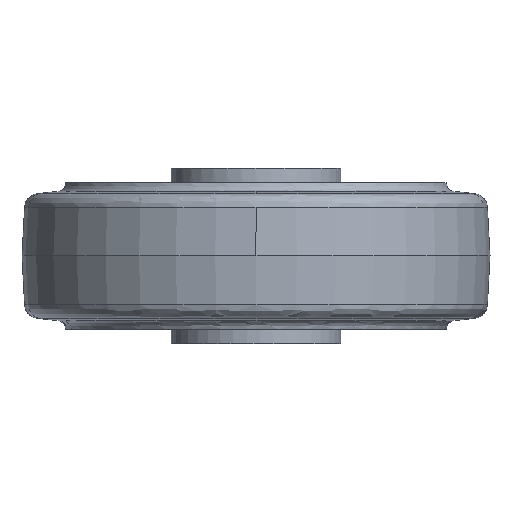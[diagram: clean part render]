
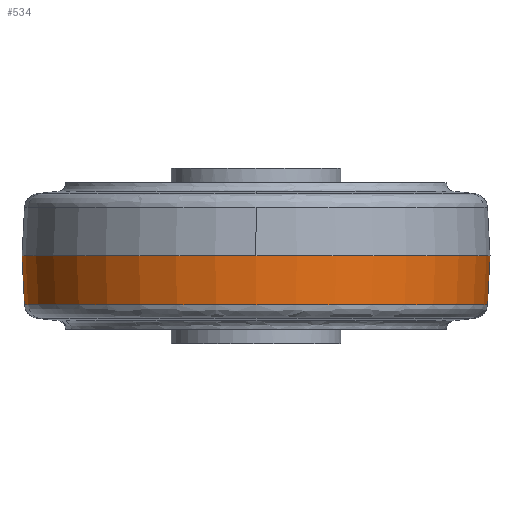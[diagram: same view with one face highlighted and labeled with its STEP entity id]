
A CAD part, left-side view. The second image highlights one B-rep face of the part: STEP entity #534.
In plain terms, the highlighted conical face has half-angle 3 degrees and reference radius 80 mm.
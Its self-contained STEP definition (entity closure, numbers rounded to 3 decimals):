
#342 = DIRECTION ( 'NONE',  ( 0., 0., 1. ) ) ;
#534 = ADVANCED_FACE ( 'NONE', ( #16478 ), #1021, .T. ) ;
#764 = DIRECTION ( 'NONE',  ( 0., 0., 1. ) ) ;
#786 = EDGE_CURVE ( 'NONE', #4241, #13953, #16045, .T. ) ;
#862 = CARTESIAN_POINT ( 'NONE',  ( 0., 79.564, -8.313 ) ) ;
#878 = ORIENTED_EDGE ( 'NONE', *, *, #15025, .F. ) ;
#945 = CARTESIAN_POINT ( 'NONE',  ( 0., -79.564, -8.313 ) ) ;
#1021 = CONICAL_SURFACE ( 'NONE', #10992, 80., 0.052 ) ;
#1352 = DIRECTION ( 'NONE',  ( 0., 1., 0. ) ) ;
#1417 = CARTESIAN_POINT ( 'NONE',  ( 0., 0., 0. ) ) ;
#1898 = ORIENTED_EDGE ( 'NONE', *, *, #13193, .T. ) ;
#2001 = DIRECTION ( 'NONE',  ( 0., -1., 0. ) ) ;
#3062 = CARTESIAN_POINT ( 'NONE',  ( 0., 0., 0. ) ) ;
#3163 = LINE ( 'NONE', #862, #3754 ) ;
#3754 = VECTOR ( 'NONE', #13858, 1000. ) ;
#4047 = CARTESIAN_POINT ( 'NONE',  ( 0., 80., 0. ) ) ;
#4241 = VERTEX_POINT ( 'NONE', #8897 ) ;
#4738 = VERTEX_POINT ( 'NONE', #7657 ) ;
#4812 = AXIS2_PLACEMENT_3D ( 'NONE', #7237, #9794, #13618 ) ;
#5640 = AXIS2_PLACEMENT_3D ( 'NONE', #1417, #16832, #1352 ) ;
#5924 = CARTESIAN_POINT ( 'NONE',  ( 0., -80., 0. ) ) ;
#7237 = CARTESIAN_POINT ( 'NONE',  ( 0., 0., 0. ) ) ;
#7657 = CARTESIAN_POINT ( 'NONE',  ( -80., 0., 0. ) ) ;
#8897 = CARTESIAN_POINT ( 'NONE',  ( 0., -79.129, -16.625 ) ) ;
#9794 = DIRECTION ( 'NONE',  ( 0., 0., 1. ) ) ;
#9933 = EDGE_CURVE ( 'NONE', #14368, #10947, #3163, .T. ) ;
#10146 = ORIENTED_EDGE ( 'NONE', *, *, #786, .T. ) ;
#10780 = DIRECTION ( 'NONE',  ( 1., 0., 0. ) ) ;
#10947 = VERTEX_POINT ( 'NONE', #13711 ) ;
#10992 = AXIS2_PLACEMENT_3D ( 'NONE', #3062, #342, #10780 ) ;
#11142 = CARTESIAN_POINT ( 'NONE',  ( 0., 0., -16.625 ) ) ;
#12481 = AXIS2_PLACEMENT_3D ( 'NONE', #11142, #764, #2001 ) ;
#12579 = ORIENTED_EDGE ( 'NONE', *, *, #12615, .F. ) ;
#12615 = EDGE_CURVE ( 'NONE', #4738, #13953, #14583, .T. ) ;
#13193 = EDGE_CURVE ( 'NONE', #10947, #4241, #16473, .T. ) ;
#13345 = EDGE_LOOP ( 'NONE', ( #16429, #1898, #10146, #12579, #878 ) ) ;
#13618 = DIRECTION ( 'NONE',  ( 0., 1., 0. ) ) ;
#13711 = CARTESIAN_POINT ( 'NONE',  ( 0., 79.129, -16.625 ) ) ;
#13858 = DIRECTION ( 'NONE',  ( 0., -0.052, -0.999 ) ) ;
#13953 = VERTEX_POINT ( 'NONE', #5924 ) ;
#14368 = VERTEX_POINT ( 'NONE', #4047 ) ;
#14434 = CIRCLE ( 'NONE', #5640, 80. ) ;
#14583 = CIRCLE ( 'NONE', #4812, 80. ) ;
#15025 = EDGE_CURVE ( 'NONE', #14368, #4738, #14434, .T. ) ;
#15424 = VECTOR ( 'NONE', #16581, 1000. ) ;
#16045 = LINE ( 'NONE', #945, #15424 ) ;
#16429 = ORIENTED_EDGE ( 'NONE', *, *, #9933, .T. ) ;
#16473 = CIRCLE ( 'NONE', #12481, 79.129 ) ;
#16478 = FACE_OUTER_BOUND ( 'NONE', #13345, .T. ) ;
#16581 = DIRECTION ( 'NONE',  ( 0., -0.052, 0.999 ) ) ;
#16832 = DIRECTION ( 'NONE',  ( 0., 0., 1. ) ) ;
